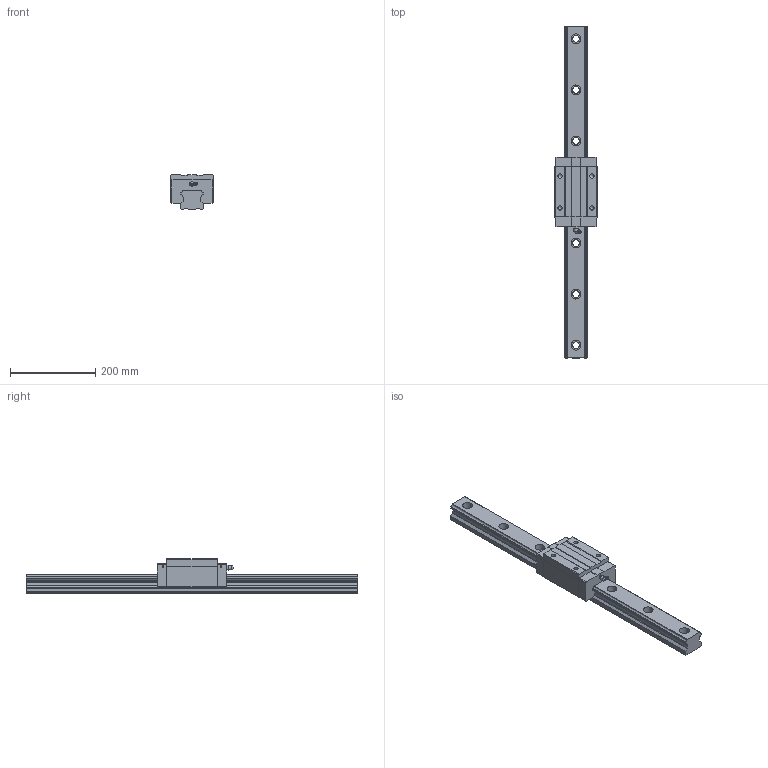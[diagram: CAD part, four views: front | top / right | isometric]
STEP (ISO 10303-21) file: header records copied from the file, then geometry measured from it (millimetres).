
FILE_DESCRIPTION(/* description */ ('Unknown'),/* implementation_level */ '2;1');
FILE_NAME(/* name */ 'H55RNUU1-780L30_30',/* time_stamp */ '2023-12-18T09:41:49+09:00',/* author */ ('Unknown'),/* organization */ ('Unknown'),/* preprocessor_version */ 'ST-DEVELOPER v18.102',/* originating_system */ 'Solid Edge',/* authorisation */ 'Unknown');
FILE_SCHEMA (('AUTOMOTIVE_DESIGN {1 0 10303 214 3 1 1}'));
Length unit declared in the file: millimetre
Products named in the file (4): thisAsm; H55_RAIL; B-PT1_8; H55RN_BLOCK
Assembly tree (3 placements, depth 2):
  thisAsm
    H55_RAIL
    B-PT1_8
    H55RN_BLOCK
Bounding box: 100 x 780 x 80 mm (x, y, z)
Volume: 2305149.7 mm3; surface area: 253933.5 mm2
Topology: 3 solids, 3 shells, 193 faces, 501 edges, 329 vertices
Faces by surface type: plane 104, cylinder 69, cone 16, torus 3, sphere 1
Full cylindrical faces by diameter (mm): 3.3 x4, 9.058 x2, 9.6 x1, 10.106 x4, 16 x7, 23 x7
Entity records: 6475 total; most frequent: CARTESIAN_POINT 1102, DIRECTION 968, ORIENTED_EDGE 900, EDGE_CURVE 450, AXIS2_PLACEMENT_3D 354, VERTEX_POINT 321, FACE_BOUND 265, EDGE_LOOP 261
